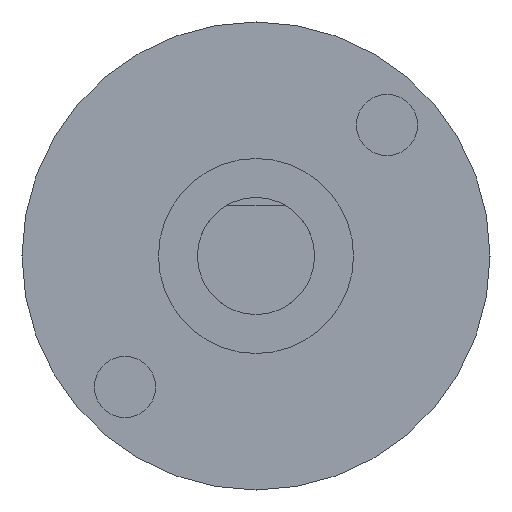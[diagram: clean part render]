
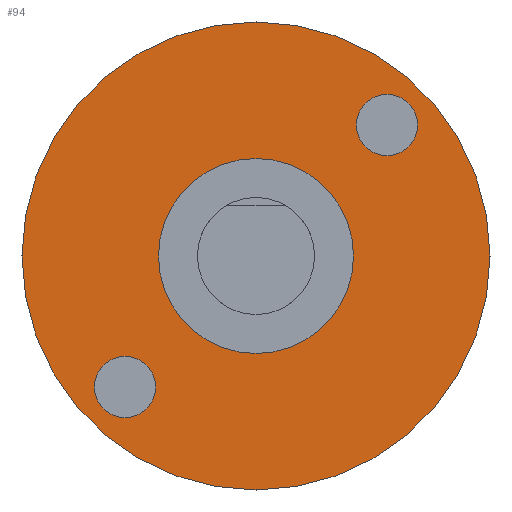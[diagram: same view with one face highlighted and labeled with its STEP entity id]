
A CAD part, front view. The second image highlights one B-rep face of the part: STEP entity #94.
In plain terms, the highlighted planar face has unit normal (0, -1, 0).
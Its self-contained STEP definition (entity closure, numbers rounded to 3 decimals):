
#94 = ADVANCED_FACE( '', ( #203, #204, #205, #206 ), #207, .T. );
#203 = FACE_BOUND( '', #322, .T. );
#204 = FACE_BOUND( '', #323, .T. );
#205 = FACE_OUTER_BOUND( '', #324, .T. );
#206 = FACE_BOUND( '', #325, .T. );
#207 = PLANE( '', #326 );
#322 = EDGE_LOOP( '', ( #516 ) );
#323 = EDGE_LOOP( '', ( #517 ) );
#324 = EDGE_LOOP( '', ( #518 ) );
#325 = EDGE_LOOP( '', ( #519 ) );
#326 = AXIS2_PLACEMENT_3D( '', #520, #521, #522 );
#516 = ORIENTED_EDGE( '', *, *, #675, .T. );
#517 = ORIENTED_EDGE( '', *, *, #677, .T. );
#518 = ORIENTED_EDGE( '', *, *, #635, .T. );
#519 = ORIENTED_EDGE( '', *, *, #678, .F. );
#520 = CARTESIAN_POINT( '', ( 0., 0., 2.5 ) );
#521 = DIRECTION( '', ( 0., -1., 0. ) );
#522 = DIRECTION( '', ( 0., 0., -1. ) );
#635 = EDGE_CURVE( '', #743, #743, #744, .T. );
#675 = EDGE_CURVE( '', #801, #801, #802, .T. );
#677 = EDGE_CURVE( '', #804, #804, #805, .T. );
#678 = EDGE_CURVE( '', #806, #806, #807, .T. );
#743 = VERTEX_POINT( '', #891 );
#744 = CIRCLE( '', #892, 6. );
#801 = VERTEX_POINT( '', #968 );
#802 = CIRCLE( '', #969, 0.784 );
#804 = VERTEX_POINT( '', #971 );
#805 = CIRCLE( '', #972, 0.784 );
#806 = VERTEX_POINT( '', #973 );
#807 = CIRCLE( '', #974, 2.5 );
#891 = CARTESIAN_POINT( '', ( 0., 0., -6. ) );
#892 = AXIS2_PLACEMENT_3D( '', #1026, #1027, #1028 );
#968 = CARTESIAN_POINT( '', ( 3.359, 0., 2.575 ) );
#969 = AXIS2_PLACEMENT_3D( '', #1066, #1067, #1068 );
#971 = CARTESIAN_POINT( '', ( -3.359, 0., -4.142 ) );
#972 = AXIS2_PLACEMENT_3D( '', #1069, #1070, #1071 );
#973 = CARTESIAN_POINT( '', ( 0., 0., -2.5 ) );
#974 = AXIS2_PLACEMENT_3D( '', #1072, #1073, #1074 );
#1026 = CARTESIAN_POINT( '', ( 0., 0., 0. ) );
#1027 = DIRECTION( '', ( 0., -1., 0. ) );
#1028 = DIRECTION( '', ( 0., 0., -1. ) );
#1066 = CARTESIAN_POINT( '', ( 3.359, 0., 3.359 ) );
#1067 = DIRECTION( '', ( 0., 1., 0. ) );
#1068 = DIRECTION( '', ( 0., 0., -1. ) );
#1069 = CARTESIAN_POINT( '', ( -3.359, 0., -3.359 ) );
#1070 = DIRECTION( '', ( 0., 1., 0. ) );
#1071 = DIRECTION( '', ( 0., 0., -1. ) );
#1072 = CARTESIAN_POINT( '', ( 0., 0., 0. ) );
#1073 = DIRECTION( '', ( 0., -1., 0. ) );
#1074 = DIRECTION( '', ( 0., 0., -1. ) );
